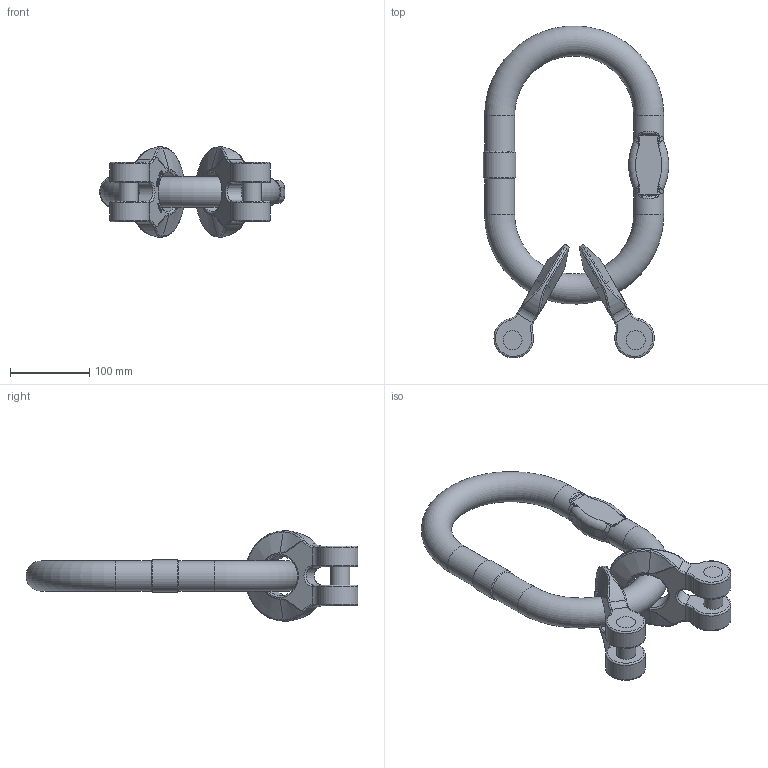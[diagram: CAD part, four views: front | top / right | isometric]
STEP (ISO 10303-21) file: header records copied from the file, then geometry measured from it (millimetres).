
FILE_DESCRIPTION(/* description */ (''),/* implementation_level */ '2;1');
FILE_NAME(/* name */ 'pewag_KMGW_2-19_20.stp',/* time_stamp */ '2023-01-27T13:07:04+01:00',/* author */ (''),/* organization */ (''),/* preprocessor_version */ 'ST-DEVELOPER v16',/* originating_system */ 'SIEMENS PLM Software NX 11.0',/* authorisation */ '');
FILE_SCHEMA (('AUTOMOTIVE_DESIGN { 1 0 10303 214 3 1 1 1 }'));
Length unit declared in the file: millimetre
Products named in the file (1): KSE2DF0FA72zqth
Bounding box: 233.53 x 418.81 x 114 mm (x, y, z)
Volume: 1483440.5 mm3; surface area: 196220.3 mm2
Topology: 5 solids, 5 shells, 667 faces, 1724 edges, 1081 vertices
Faces by surface type: extrusion 224, plane 220, bspline 112, torus 54, cylinder 47, sphere 8, cone 2
Full cylindrical faces by diameter (mm): 24 x6, 38 x4, 40.85 x1, 50 x2
Entity records: 25189 total; most frequent: CARTESIAN_POINT 10990, ORIENTED_EDGE 3340, DIRECTION 2016, EDGE_CURVE 1670, VERTEX_POINT 1072, B_SPLINE_CURVE_WITH_KNOTS 1034, VECTOR 816, EDGE_LOOP 740
